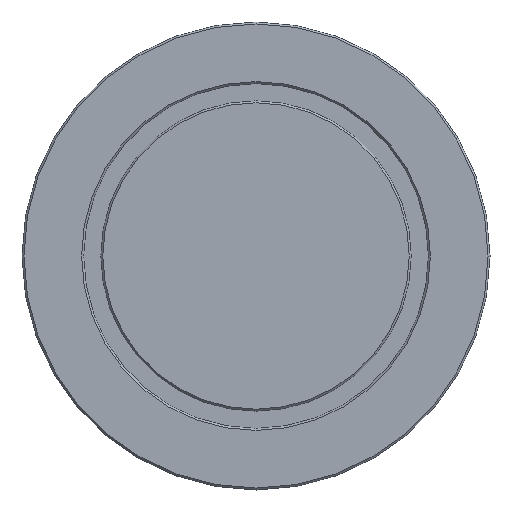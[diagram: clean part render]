
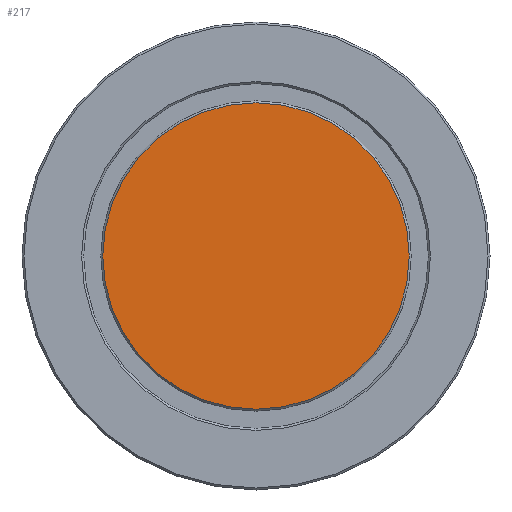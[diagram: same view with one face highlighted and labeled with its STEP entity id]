
A CAD part, front view. The second image highlights one B-rep face of the part: STEP entity #217.
In plain terms, the highlighted planar face has unit normal (0, -1, 0).
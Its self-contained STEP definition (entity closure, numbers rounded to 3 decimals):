
#16 = EDGE_CURVE ( 'NONE', #48, #62, #328, .T. ) ;
#48 = VERTEX_POINT ( 'NONE', #416 ) ;
#62 = VERTEX_POINT ( 'NONE', #574 ) ;
#207 = ORIENTED_EDGE ( 'NONE', *, *, #219, .T. ) ;
#209 = EDGE_LOOP ( 'NONE', ( #207, #218 ) ) ;
#217 = ADVANCED_FACE ( 'NONE', ( #731 ), #774, .T. ) ;
#218 = ORIENTED_EDGE ( 'NONE', *, *, #16, .T. ) ;
#219 = EDGE_CURVE ( 'NONE', #62, #48, #740, .T. ) ;
#328 = CIRCLE ( 'NONE', #357, 31.1 ) ;
#354 = DIRECTION ( 'NONE',  ( 0., 0., -1. ) ) ;
#355 = DIRECTION ( 'NONE',  ( 0., -1., 0. ) ) ;
#356 = CARTESIAN_POINT ( 'NONE',  ( 0., 0., 0. ) ) ;
#357 = AXIS2_PLACEMENT_3D ( 'NONE', #356, #355, #354 ) ;
#416 = CARTESIAN_POINT ( 'NONE',  ( 0., 0., -31.1 ) ) ;
#574 = CARTESIAN_POINT ( 'NONE',  ( 0., 0., 31.1 ) ) ;
#698 = DIRECTION ( 'NONE',  ( 0., 0., -1. ) ) ;
#731 = FACE_OUTER_BOUND ( 'NONE', #209, .T. ) ;
#732 = CARTESIAN_POINT ( 'NONE',  ( 0., 0., 0. ) ) ;
#740 = CIRCLE ( 'NONE', #878, 31.1 ) ;
#748 = AXIS2_PLACEMENT_3D ( 'NONE', #732, #772, #698 ) ;
#772 = DIRECTION ( 'NONE',  ( 0., -1., 0. ) ) ;
#774 = PLANE ( 'NONE',  #748 ) ;
#786 = DIRECTION ( 'NONE',  ( 0., 0., -1. ) ) ;
#787 = DIRECTION ( 'NONE',  ( 0., -1., 0. ) ) ;
#788 = CARTESIAN_POINT ( 'NONE',  ( 0., 0., 0. ) ) ;
#878 = AXIS2_PLACEMENT_3D ( 'NONE', #788, #787, #786 ) ;
